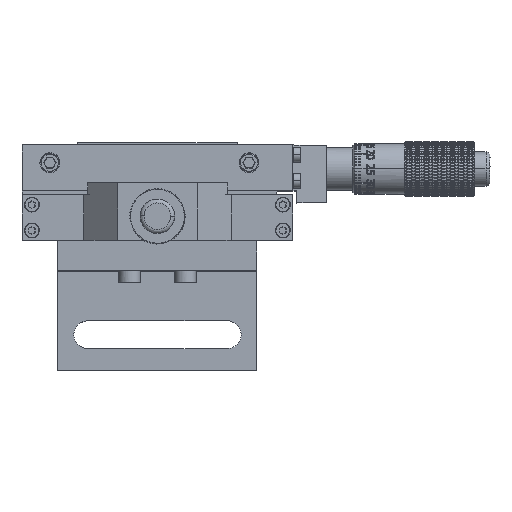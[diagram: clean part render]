
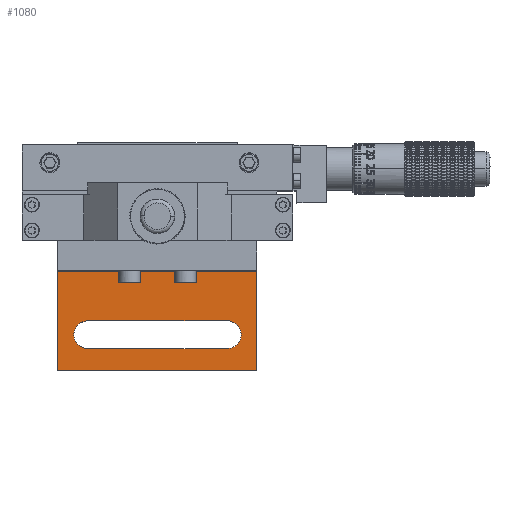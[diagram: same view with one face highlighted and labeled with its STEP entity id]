
A CAD part, top view. The second image highlights one B-rep face of the part: STEP entity #1080.
In plain terms, the highlighted planar face has unit normal (0, 0, 1).
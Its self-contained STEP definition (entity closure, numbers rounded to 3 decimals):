
#576=FACE_BOUND('',#16353,.T.);
#1080=ADVANCED_FACE('',(#8704,#576),#130074,.T.);
#8704=FACE_OUTER_BOUND('',#16352,.T.);
#16352=EDGE_LOOP('',(#25132,#25133,#25134,#25135));
#16353=EDGE_LOOP('',(#25136,#25137,#25138,#25139));
#25132=ORIENTED_EDGE('',*,*,#70180,.F.);
#25133=ORIENTED_EDGE('',*,*,#69827,.F.);
#25134=ORIENTED_EDGE('',*,*,#69671,.F.);
#25135=ORIENTED_EDGE('',*,*,#69873,.F.);
#25136=ORIENTED_EDGE('',*,*,#70182,.T.);
#25137=ORIENTED_EDGE('',*,*,#70185,.T.);
#25138=ORIENTED_EDGE('',*,*,#70181,.T.);
#25139=ORIENTED_EDGE('',*,*,#70195,.T.);
#69671=EDGE_CURVE('',#115271,#115272,#94717,.T.);
#69827=EDGE_CURVE('',#115272,#115394,#94848,.T.);
#69873=EDGE_CURVE('',#115456,#115271,#94894,.T.);
#70180=EDGE_CURVE('',#115394,#115456,#95110,.T.);
#70181=EDGE_CURVE('',#115614,#115615,#95111,.T.);
#70182=EDGE_CURVE('',#115616,#115613,#95112,.T.);
#70185=EDGE_CURVE('',#115613,#115614,#92559,.T.);
#70195=EDGE_CURVE('',#115615,#115616,#92561,.T.);
#92559=(
BOUNDED_CURVE()
B_SPLINE_CURVE(2,(#152968,#152969,#152970,#152971,#152972),
 .UNSPECIFIED.,.F.,.F.)
B_SPLINE_CURVE_WITH_KNOTS((3,2,3),(-10.996,-5.498,
0.),.UNSPECIFIED.)
CURVE()
GEOMETRIC_REPRESENTATION_ITEM()
RATIONAL_B_SPLINE_CURVE((1.,0.707,1.,0.707,1.))
REPRESENTATION_ITEM('')
);
#92561=(
BOUNDED_CURVE()
B_SPLINE_CURVE(2,(#152994,#152995,#152996,#152997,#152998),
 .UNSPECIFIED.,.F.,.F.)
B_SPLINE_CURVE_WITH_KNOTS((3,2,3),(-10.996,-5.498,
0.),.UNSPECIFIED.)
CURVE()
GEOMETRIC_REPRESENTATION_ITEM()
RATIONAL_B_SPLINE_CURVE((1.,0.707,1.,0.707,1.))
REPRESENTATION_ITEM('')
);
#94717=B_SPLINE_CURVE_WITH_KNOTS('',1,(#151613,#151614),.UNSPECIFIED.,.F.,
 .F.,(2,2),(0.,50.),.UNSPECIFIED.);
#94848=B_SPLINE_CURVE_WITH_KNOTS('',1,(#152037,#152038),.UNSPECIFIED.,.F.,
 .F.,(2,2),(0.,25.),.UNSPECIFIED.);
#94894=B_SPLINE_CURVE_WITH_KNOTS('',1,(#152129,#152130),.UNSPECIFIED.,.F.,
 .F.,(2,2),(0.,25.),.UNSPECIFIED.);
#95110=B_SPLINE_CURVE_WITH_KNOTS('',1,(#152955,#152956),.UNSPECIFIED.,.F.,
 .F.,(2,2),(0.,50.),.UNSPECIFIED.);
#95111=B_SPLINE_CURVE_WITH_KNOTS('',1,(#152957,#152958),.UNSPECIFIED.,.F.,
 .F.,(2,2),(0.,35.),.UNSPECIFIED.);
#95112=B_SPLINE_CURVE_WITH_KNOTS('',1,(#152959,#152960),.UNSPECIFIED.,.F.,
 .F.,(2,2),(0.,35.),.UNSPECIFIED.);
#115271=VERTEX_POINT('',#151054);
#115272=VERTEX_POINT('',#151055);
#115394=VERTEX_POINT('',#151177);
#115456=VERTEX_POINT('',#151239);
#115613=VERTEX_POINT('',#151396);
#115614=VERTEX_POINT('',#151397);
#115615=VERTEX_POINT('',#151398);
#115616=VERTEX_POINT('',#151399);
#130074=PLANE('',#136466);
#136466=AXIS2_PLACEMENT_3D('',#150624,#143451,$);
#143451=DIRECTION('',(0.,0.,1.));
#150624=CARTESIAN_POINT('',(-54.87,-1.104,7.001));
#151054=CARTESIAN_POINT('',(-49.75,-3.724,7.001));
#151055=CARTESIAN_POINT('',(0.25,-3.724,7.001));
#151177=CARTESIAN_POINT('',(0.25,-28.724,7.001));
#151239=CARTESIAN_POINT('',(-49.75,-28.724,7.001));
#151396=CARTESIAN_POINT('',(-42.25,-23.224,7.001));
#151397=CARTESIAN_POINT('',(-42.25,-16.224,7.001));
#151398=CARTESIAN_POINT('',(-7.25,-16.224,7.001));
#151399=CARTESIAN_POINT('',(-7.25,-23.224,7.001));
#151613=CARTESIAN_POINT('',(-49.75,-3.724,7.001));
#151614=CARTESIAN_POINT('',(0.25,-3.724,7.001));
#152037=CARTESIAN_POINT('',(0.25,-3.724,7.001));
#152038=CARTESIAN_POINT('',(0.25,-28.724,7.001));
#152129=CARTESIAN_POINT('',(-49.75,-28.724,7.001));
#152130=CARTESIAN_POINT('',(-49.75,-3.724,7.001));
#152955=CARTESIAN_POINT('',(0.25,-28.724,7.001));
#152956=CARTESIAN_POINT('',(-49.75,-28.724,7.001));
#152957=CARTESIAN_POINT('',(-42.25,-16.224,7.001));
#152958=CARTESIAN_POINT('',(-7.25,-16.224,7.001));
#152959=CARTESIAN_POINT('',(-7.25,-23.224,7.001));
#152960=CARTESIAN_POINT('',(-42.25,-23.224,7.001));
#152968=CARTESIAN_POINT('',(-42.25,-23.224,7.001));
#152969=CARTESIAN_POINT('',(-45.75,-23.224,7.001));
#152970=CARTESIAN_POINT('',(-45.75,-19.724,7.001));
#152971=CARTESIAN_POINT('',(-45.75,-16.224,7.001));
#152972=CARTESIAN_POINT('',(-42.25,-16.224,7.001));
#152994=CARTESIAN_POINT('',(-7.25,-16.224,7.001));
#152995=CARTESIAN_POINT('',(-3.75,-16.224,7.001));
#152996=CARTESIAN_POINT('',(-3.75,-19.724,7.001));
#152997=CARTESIAN_POINT('',(-3.75,-23.224,7.001));
#152998=CARTESIAN_POINT('',(-7.25,-23.224,7.001));
